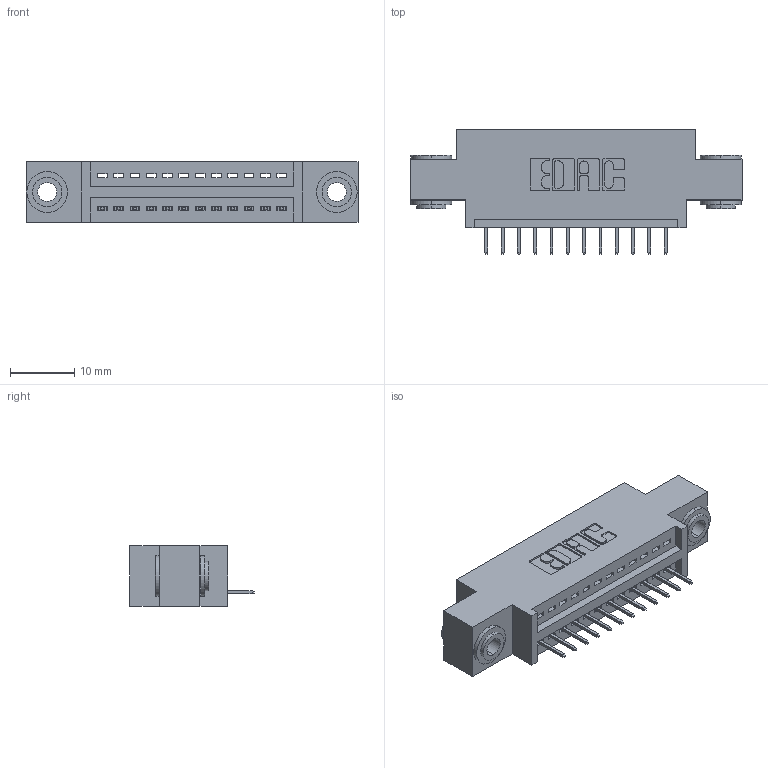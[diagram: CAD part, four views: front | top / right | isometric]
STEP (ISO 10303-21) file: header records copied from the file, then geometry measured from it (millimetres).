
FILE_DESCRIPTION (( 'STEP AP203' ), '1' );
FILE_NAME ('345-012-524-603.STEP', '2019-10-04T01:40:36', ( '' ), ( '' ), 'SwSTEP 2.0', 'SolidWorks 2016', '' );
FILE_SCHEMA (( 'CONFIG_CONTROL_DESIGN' ));
Length unit declared in the file: inch
Products named in the file (4): 345-012-524-603; 345 Part_0.170 Offset - 0.156 Dia-TH; 345-250-002_345-250-002-102; 345-292-001_345-293-124
Assembly tree (15 placements, depth 2):
  345-012-524-603
    345 Part_0.170 Offset - 0.156 Dia-TH
    345-292-001_345-293-124  x12
    345-250-002_345-250-002-102  x2
Bounding box: 51.69 x 19.35 x 9.4 mm (x, y, z)
Volume: 4522.3 mm3; surface area: 5791.5 mm2
Topology: 15 solids, 15 shells, 912 faces, 2589 edges, 1674 vertices
Faces by surface type: plane 646, cylinder 258, cone 8
Entity records: 13926 total; most frequent: CARTESIAN_POINT 2391, ORIENTED_EDGE 2330, DIRECTION 2163, EDGE_CURVE 1165, LINE 965, VECTOR 965, VERTEX_POINT 770, AXIS2_PLACEMENT_3D 599
